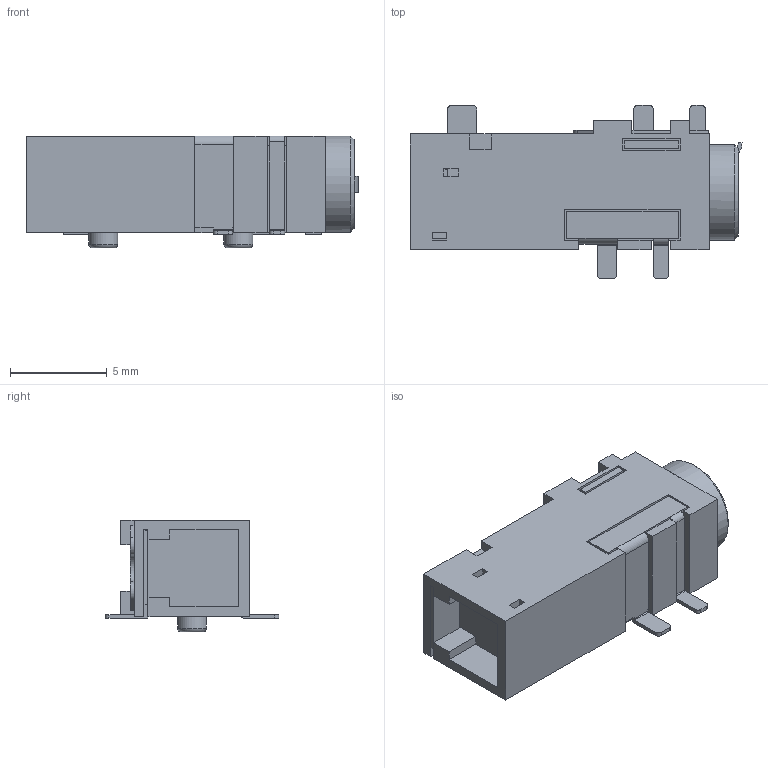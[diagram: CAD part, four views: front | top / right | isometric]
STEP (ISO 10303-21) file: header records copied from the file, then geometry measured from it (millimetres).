
FILE_DESCRIPTION(/* description */ (''),/* implementation_level */ '2;1');
FILE_NAME(/* name */ 'CUI - SJ-43515RS-SMT.step',/* time_stamp */ '2020-04-02T14:44:26+01:00',/* author */ (''),/* organization */ (''),/* preprocessor_version */ 'ST-DEVELOPER v18',/* originating_system */ 'Autodesk Translation Framework v8.12.0.6',/* authorisation */ '');
FILE_SCHEMA (('AUTOMOTIVE_DESIGN { 1 0 10303 214 3 1 1 }'));
Length unit declared in the file: millimetre
Products named in the file (1): CUI - SJ-43515RS-SMT-TR
Bounding box: 17.2 x 9 x 5.8 mm (x, y, z)
Volume: 330.8 mm3; surface area: 708.6 mm2
Topology: 1 solids, 1 shells, 186 faces, 536 edges, 353 vertices
Faces by surface type: plane 152, cylinder 30, cone 2, torus 2
Full cylindrical faces by diameter (mm): 1.5 x2, 3.6 x1
Entity records: 6271 total; most frequent: CARTESIAN_POINT 1094, ORIENTED_EDGE 1072, DIRECTION 985, EDGE_CURVE 536, LINE 453, VECTOR 453, VERTEX_POINT 353, AXIS2_PLACEMENT_3D 266
